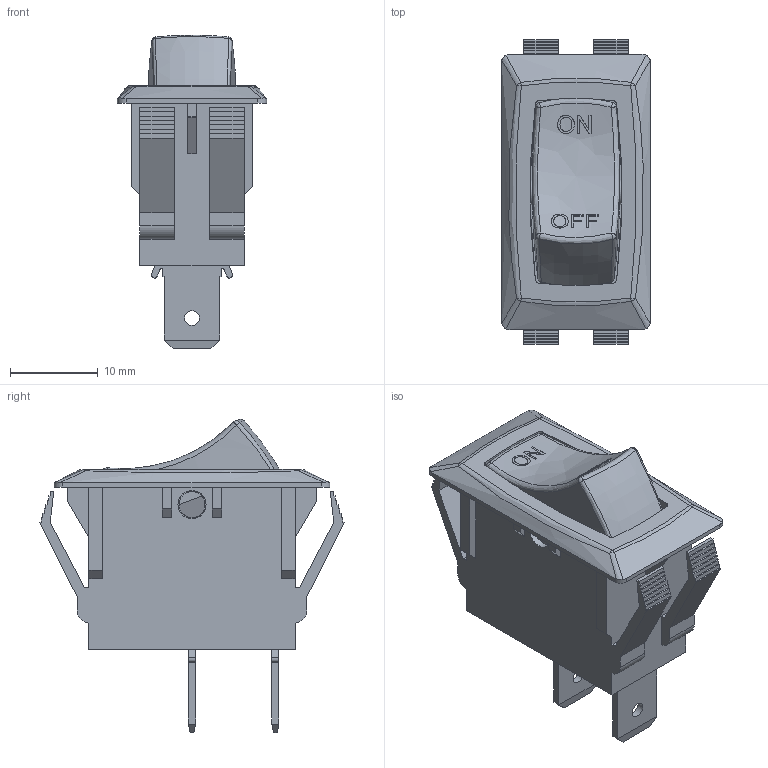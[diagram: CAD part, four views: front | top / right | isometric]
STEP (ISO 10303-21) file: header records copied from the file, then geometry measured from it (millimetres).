
FILE_DESCRIPTION(/* description */ (''),/* implementation_level */ '2;1');
FILE_NAME(/* name */ 'RSC141Dxxx3.stp',/* time_stamp */ '2026-01-24T16:34:47-06:00',/* author */ ('jmeyers'),/* organization */ (''),/* preprocessor_version */ 'ST-DEVELOPER v18.1',/* originating_system */ 'Autodesk Inventor 2022',/* authorisation */ '');
FILE_SCHEMA (('AUTOMOTIVE_DESIGN { 1 0 10303 214 3 1 1 }'));
Length unit declared in the file: inch
Products named in the file (1): Part14
Bounding box: 17 x 34.7 x 35.73 mm (x, y, z)
Volume: 3597.5 mm3; surface area: 5728.9 mm2
Topology: 6 solids, 6 shells, 388 faces, 1085 edges, 712 vertices
Faces by surface type: plane 247, bspline 71, cylinder 58, sphere 8, torus 4
Full cylindrical faces by diameter (mm): 1.7 x2, 2.95 x2, 3.2 x2
Entity records: 19470 total; most frequent: CARTESIAN_POINT 9991, ORIENTED_EDGE 2162, DIRECTION 1619, EDGE_CURVE 1081, LINE 721, VECTOR 721, VERTEX_POINT 712, AXIS2_PLACEMENT_3D 449
